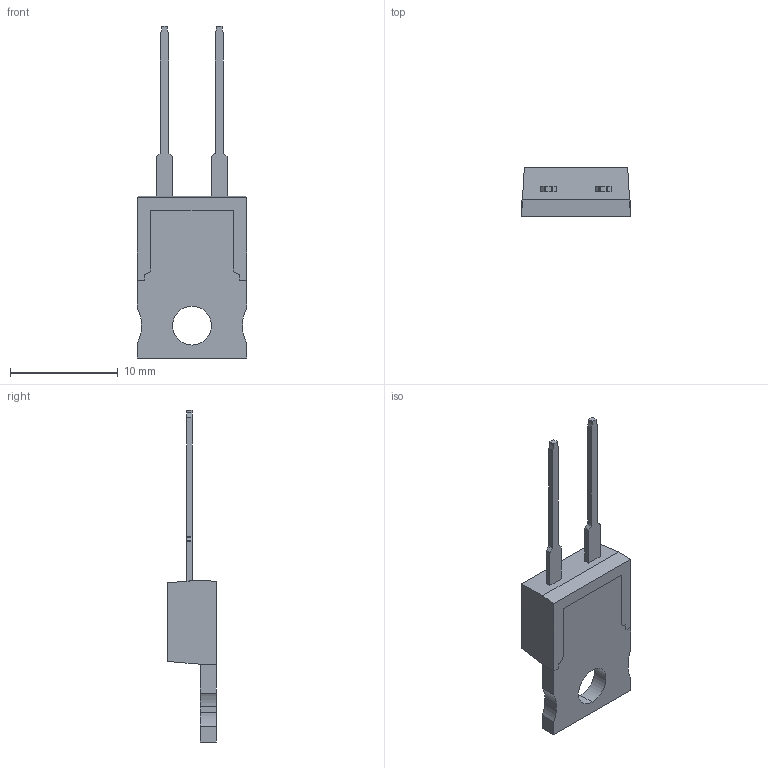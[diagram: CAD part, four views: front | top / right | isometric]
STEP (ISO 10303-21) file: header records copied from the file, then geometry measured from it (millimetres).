
FILE_DESCRIPTION (( 'STEP AP203' ), '1' );
FILE_NAME ('To220.STEP', '2024-03-26T02:18:52', ( '' ), ( '' ), 'SwSTEP 2.0', 'SolidWorks 2022', '' );
FILE_SCHEMA (( 'CONFIG_CONTROL_DESIGN' ));
Length unit declared in the file: millimetre
Products named in the file (5): 散热片; 陶瓷基板; To220; 塑封; 直脚引线
Assembly tree (4 placements, depth 2):
  To220
    陶瓷基板
    塑封
    直脚引线
    散热片
Bounding box: 10.1 x 4.51 x 30.75 mm (x, y, z)
Volume: 443.8 mm3; surface area: 1042.5 mm2
Topology: 9 solids, 9 shells, 444 faces, 1204 edges, 800 vertices
Faces by surface type: plane 315, cylinder 68, bspline 61
Entity records: 17801 total; most frequent: CARTESIAN_POINT 6356, ORIENTED_EDGE 2408, DIRECTION 2000, EDGE_CURVE 1204, VECTOR 944, LINE 944, VERTEX_POINT 800, AXIS2_PLACEMENT_3D 528
